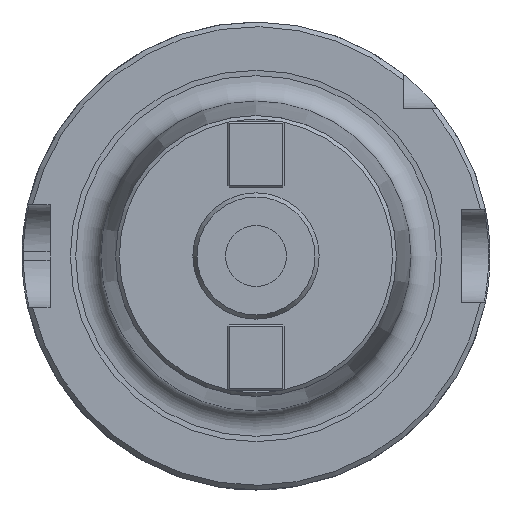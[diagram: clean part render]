
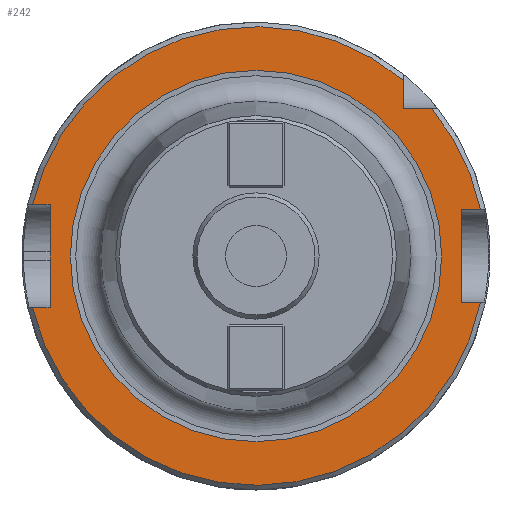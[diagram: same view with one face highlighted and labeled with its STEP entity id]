
A CAD part, left-side view. The second image highlights one B-rep face of the part: STEP entity #242.
In plain terms, the highlighted planar face has unit normal (-1, 0, 0).
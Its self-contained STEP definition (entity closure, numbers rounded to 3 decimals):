
#176=FACE_BOUND('',#527,.T.);
#177=FACE_BOUND('',#528,.T.);
#242=ADVANCED_FACE('',(#176,#177),#346,.F.);
#346=PLANE('',#2046);
#527=EDGE_LOOP('',(#1005,#1006,#1007,#1008,#1009,#1010,#1011,#1012,#1013,
#1014,#1015));
#528=EDGE_LOOP('',(#1016));
#664=LINE('',#3123,#795);
#665=LINE('',#3125,#796);
#666=LINE('',#3127,#797);
#667=LINE('',#3131,#798);
#668=LINE('',#3133,#799);
#669=LINE('',#3135,#800);
#670=LINE('',#3136,#801);
#671=LINE('',#3138,#802);
#795=VECTOR('',#2301,1.);
#796=VECTOR('',#2302,1.);
#797=VECTOR('',#2303,1.);
#798=VECTOR('',#2306,1.);
#799=VECTOR('',#2307,1.);
#800=VECTOR('',#2308,1.);
#801=VECTOR('',#2309,1.);
#802=VECTOR('',#2310,1.);
#1005=ORIENTED_EDGE('',*,*,#1721,.F.);
#1006=ORIENTED_EDGE('',*,*,#1722,.F.);
#1007=ORIENTED_EDGE('',*,*,#1723,.F.);
#1008=ORIENTED_EDGE('',*,*,#1724,.T.);
#1009=ORIENTED_EDGE('',*,*,#1725,.F.);
#1010=ORIENTED_EDGE('',*,*,#1726,.F.);
#1011=ORIENTED_EDGE('',*,*,#1727,.F.);
#1012=ORIENTED_EDGE('',*,*,#1651,.T.);
#1013=ORIENTED_EDGE('',*,*,#1728,.F.);
#1014=ORIENTED_EDGE('',*,*,#1729,.F.);
#1015=ORIENTED_EDGE('',*,*,#1655,.T.);
#1016=ORIENTED_EDGE('',*,*,#1730,.T.);
#1466=VERTEX_POINT('',#2709);
#1469=VERTEX_POINT('',#2721);
#1473=VERTEX_POINT('',#2736);
#1474=VERTEX_POINT('',#2738);
#1523=VERTEX_POINT('',#3124);
#1524=VERTEX_POINT('',#3126);
#1525=VERTEX_POINT('',#3128);
#1526=VERTEX_POINT('',#3130);
#1527=VERTEX_POINT('',#3132);
#1528=VERTEX_POINT('',#3134);
#1529=VERTEX_POINT('',#3137);
#1530=VERTEX_POINT('',#3140);
#1651=EDGE_CURVE('',#1466,#1469,#1921,.T.);
#1655=EDGE_CURVE('',#1474,#1473,#1923,.T.);
#1721=EDGE_CURVE('',#1523,#1473,#664,.T.);
#1722=EDGE_CURVE('',#1524,#1523,#665,.T.);
#1723=EDGE_CURVE('',#1525,#1524,#666,.T.);
#1724=EDGE_CURVE('',#1525,#1526,#1943,.T.);
#1725=EDGE_CURVE('',#1527,#1526,#667,.T.);
#1726=EDGE_CURVE('',#1528,#1527,#668,.T.);
#1727=EDGE_CURVE('',#1466,#1528,#669,.T.);
#1728=EDGE_CURVE('',#1529,#1469,#670,.T.);
#1729=EDGE_CURVE('',#1474,#1529,#671,.T.);
#1730=EDGE_CURVE('',#1530,#1530,#1944,.T.);
#1921=CIRCLE('',#2004,49.);
#1923=CIRCLE('',#2007,49.);
#1943=CIRCLE('',#2044,49.);
#1944=CIRCLE('',#2045,39.679);
#2004=AXIS2_PLACEMENT_3D('',#2722,#2205,#2206);
#2007=AXIS2_PLACEMENT_3D('',#2737,#2211,#2212);
#2044=AXIS2_PLACEMENT_3D('',#3129,#2304,#2305);
#2045=AXIS2_PLACEMENT_3D('',#3139,#2311,#2312);
#2046=AXIS2_PLACEMENT_3D('',#3141,#2313,#2314);
#2205=DIRECTION('',(-1.,0.,0.));
#2206=DIRECTION('',(0.,0.,-1.));
#2211=DIRECTION('',(-1.,0.,0.));
#2212=DIRECTION('',(0.,0.,-1.));
#2301=DIRECTION('',(0.,1.,0.));
#2302=DIRECTION('',(0.,0.,1.));
#2303=DIRECTION('',(0.,-1.,0.));
#2304=DIRECTION('',(-1.,0.,0.));
#2305=DIRECTION('',(0.,0.,-1.));
#2306=DIRECTION('',(0.,-1.,0.));
#2307=DIRECTION('',(0.,0.,-1.));
#2308=DIRECTION('',(0.,1.,0.));
#2309=DIRECTION('',(0.,-1.,0.));
#2310=DIRECTION('',(0.,0.,-1.));
#2311=DIRECTION('',(1.,0.,0.));
#2312=DIRECTION('',(0.,0.,-1.));
#2313=DIRECTION('',(1.,0.,0.));
#2314=DIRECTION('',(0.,0.,-1.));
#2709=CARTESIAN_POINT('',(152.5,-47.969,10.));
#2721=CARTESIAN_POINT('',(152.5,-37.533,31.5));
#2722=CARTESIAN_POINT('',(152.5,0.,0.));
#2736=CARTESIAN_POINT('',(152.5,47.749,11.));
#2737=CARTESIAN_POINT('',(152.5,0.,0.));
#2738=CARTESIAN_POINT('',(152.5,-31.5,37.533));
#3123=CARTESIAN_POINT('',(152.5,60.5,11.));
#3124=CARTESIAN_POINT('',(152.5,44.,11.));
#3125=CARTESIAN_POINT('',(152.5,44.,-1.));
#3126=CARTESIAN_POINT('',(152.5,44.,-11.));
#3127=CARTESIAN_POINT('',(152.5,60.5,-11.));
#3128=CARTESIAN_POINT('',(152.5,47.749,-11.));
#3129=CARTESIAN_POINT('',(152.5,0.,0.));
#3130=CARTESIAN_POINT('',(152.5,-47.969,-10.));
#3131=CARTESIAN_POINT('',(152.5,-60.5,-10.));
#3132=CARTESIAN_POINT('',(152.5,-44.,-10.));
#3133=CARTESIAN_POINT('',(152.5,-44.,0.));
#3134=CARTESIAN_POINT('',(152.5,-44.,10.));
#3135=CARTESIAN_POINT('',(152.5,-60.5,10.));
#3136=CARTESIAN_POINT('',(152.5,-60.5,31.5));
#3137=CARTESIAN_POINT('',(152.5,-31.5,31.5));
#3138=CARTESIAN_POINT('',(152.5,-31.5,41.5));
#3139=CARTESIAN_POINT('',(152.5,0.,0.));
#3140=CARTESIAN_POINT('',(152.5,0.,-39.679));
#3141=CARTESIAN_POINT('',(152.5,0.,45.85));
